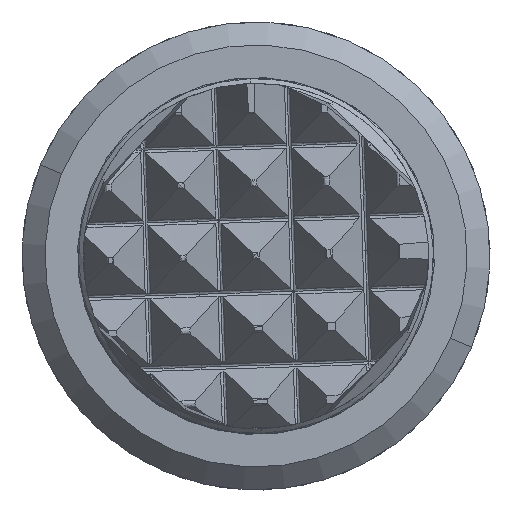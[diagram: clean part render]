
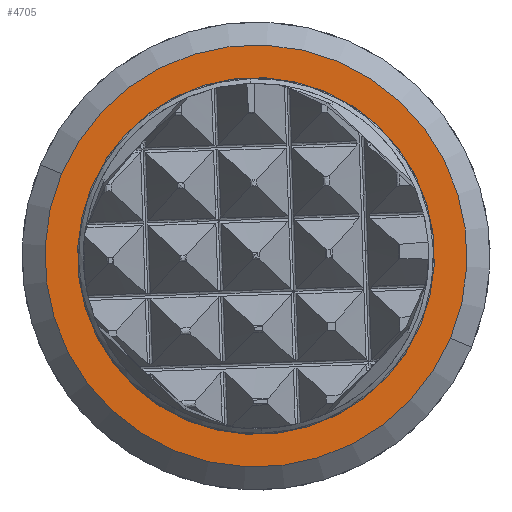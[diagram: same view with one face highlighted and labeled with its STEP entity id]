
A CAD part, left-side view. The second image highlights one B-rep face of the part: STEP entity #4705.
In plain terms, the highlighted planar face has unit normal (-1, 0, 0).
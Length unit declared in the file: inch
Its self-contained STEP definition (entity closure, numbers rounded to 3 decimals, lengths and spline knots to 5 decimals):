
#230 = CIRCLE ( 'NONE', #7596, 0.0465 ) ;
#569 = CARTESIAN_POINT ( 'NONE',  ( -0.33, 0., 0. ) ) ;
#1265 = DIRECTION ( 'NONE',  ( 0., -0.921, -0.39 ) ) ;
#2330 = FACE_BOUND ( 'NONE', #2807, .T. ) ;
#2433 = EDGE_CURVE ( 'NONE', #12041, #14003, #9078, .T. ) ;
#2807 = EDGE_LOOP ( 'NONE', ( #9747, #8855 ) ) ;
#2989 = CARTESIAN_POINT ( 'NONE',  ( -0.33, 0., 0. ) ) ;
#3277 = CARTESIAN_POINT ( 'NONE',  ( -0.33, 0., 0. ) ) ;
#3447 = CARTESIAN_POINT ( 'NONE',  ( -0.33, 0.05065, 0.02143 ) ) ;
#3762 = DIRECTION ( 'NONE',  ( 1., 0., 0. ) ) ;
#3991 = EDGE_LOOP ( 'NONE', ( #14773, #14228 ) ) ;
#4154 = DIRECTION ( 'NONE',  ( 0., -0.921, -0.39 ) ) ;
#4470 = DIRECTION ( 'NONE',  ( 0., -0.921, -0.39 ) ) ;
#4705 = ADVANCED_FACE ( 'NONE', ( #8593, #2330 ), #7539, .F. ) ;
#5583 = AXIS2_PLACEMENT_3D ( 'NONE', #14181, #14220, #14238 ) ;
#6185 = VERTEX_POINT ( 'NONE', #3447 ) ;
#6899 = AXIS2_PLACEMENT_3D ( 'NONE', #569, #8770, #1265 ) ;
#7539 = PLANE ( 'NONE',  #6899 ) ;
#7596 = AXIS2_PLACEMENT_3D ( 'NONE', #10846, #3762, #12049 ) ;
#8593 = FACE_OUTER_BOUND ( 'NONE', #3991, .T. ) ;
#8770 = DIRECTION ( 'NONE',  ( 1., 0., 0. ) ) ;
#8855 = ORIENTED_EDGE ( 'NONE', *, *, #14297, .T. ) ;
#9078 = CIRCLE ( 'NONE', #5583, 0.0465 ) ;
#9088 = CIRCLE ( 'NONE', #15255, 0.055 ) ;
#9332 = VERTEX_POINT ( 'NONE', #9950 ) ;
#9486 = EDGE_CURVE ( 'NONE', #6185, #9332, #9088, .T. ) ;
#9747 = ORIENTED_EDGE ( 'NONE', *, *, #2433, .T. ) ;
#9926 = CIRCLE ( 'NONE', #12102, 0.055 ) ;
#9950 = CARTESIAN_POINT ( 'NONE',  ( -0.33, -0.05065, -0.02143 ) ) ;
#10846 = CARTESIAN_POINT ( 'NONE',  ( -0.33, 0., 0. ) ) ;
#11214 = DIRECTION ( 'NONE',  ( -1., 0., 0. ) ) ;
#11428 = CARTESIAN_POINT ( 'NONE',  ( -0.33, -0.04283, -0.01812 ) ) ;
#11551 = DIRECTION ( 'NONE',  ( -1., 0., 0. ) ) ;
#12041 = VERTEX_POINT ( 'NONE', #14442 ) ;
#12049 = DIRECTION ( 'NONE',  ( 0., -0.921, -0.39 ) ) ;
#12102 = AXIS2_PLACEMENT_3D ( 'NONE', #2989, #11214, #4154 ) ;
#12537 = EDGE_CURVE ( 'NONE', #9332, #6185, #9926, .T. ) ;
#14003 = VERTEX_POINT ( 'NONE', #11428 ) ;
#14181 = CARTESIAN_POINT ( 'NONE',  ( -0.33, 0., 0. ) ) ;
#14220 = DIRECTION ( 'NONE',  ( 1., 0., 0. ) ) ;
#14228 = ORIENTED_EDGE ( 'NONE', *, *, #9486, .T. ) ;
#14238 = DIRECTION ( 'NONE',  ( 0., -0.921, -0.39 ) ) ;
#14297 = EDGE_CURVE ( 'NONE', #14003, #12041, #230, .T. ) ;
#14442 = CARTESIAN_POINT ( 'NONE',  ( -0.33, 0.04283, 0.01812 ) ) ;
#14773 = ORIENTED_EDGE ( 'NONE', *, *, #12537, .T. ) ;
#15255 = AXIS2_PLACEMENT_3D ( 'NONE', #3277, #11551, #4470 ) ;
